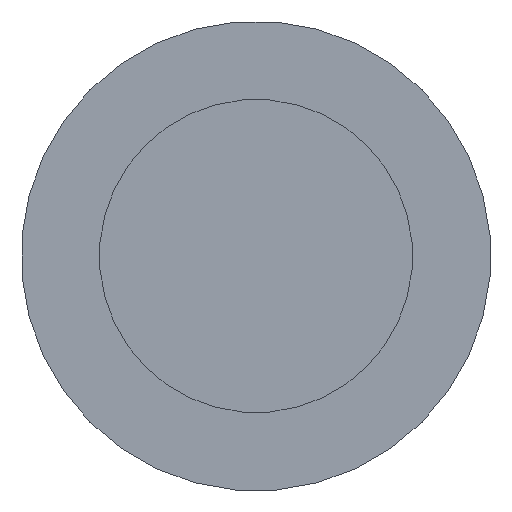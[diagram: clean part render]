
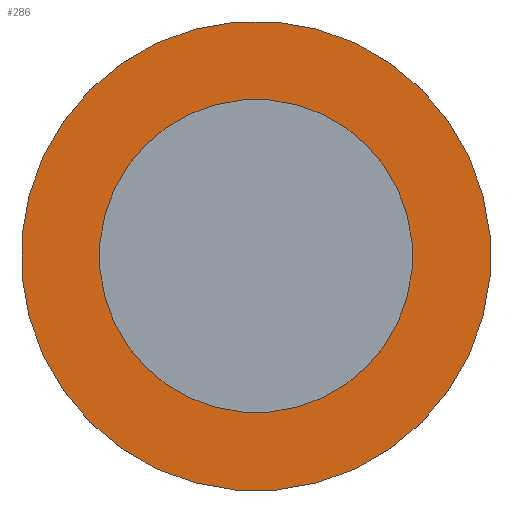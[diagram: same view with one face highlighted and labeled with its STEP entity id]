
A CAD part, front view. The second image highlights one B-rep face of the part: STEP entity #286.
In plain terms, the highlighted planar face has unit normal (0, -1, 0).
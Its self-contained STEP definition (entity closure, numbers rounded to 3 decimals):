
#78=CARTESIAN_POINT('POINT9',(-4.798,4.125,
   5.923));
#79=VERTEX_POINT('VERTEX9',#78);
#86=CARTESIAN_POINT('POINT10',(-4.974,4.125,
   6.099));
#87=VERTEX_POINT('VERTEX10',#86);
#88=CARTESIAN_POINT('POS11',(-4.886,4.125,6.011));
#89=DIRECTION('DIR14',(0.,1.,0.));
#90=DIRECTION('DIR15',(0.707,0.,
   -0.707));
#91=AXIS2_PLACEMENT_3D('AXIS4',#88,#89,#90);
#92=CIRCLE('ELLIPSE2',#91,0.125);
#93=EDGE_CURVE('EDGE10',#87,#79,#92,.T.);
#113=EDGE_CURVE('EDGE12',#79,#87,#92,.T.);
#262=ORIENTED_EDGE('COEDGE41',*,*,#113,.T.);
#263=ORIENTED_EDGE('COEDGE42',*,*,#93,.T.);
#264=EDGE_LOOP('NONE',(#262,#263));
#265=FACE_BOUND('LOOP1',#264,.T.);
#266=CARTESIAN_POINT('POINT17',(-4.754,4.125,
   5.879));
#267=VERTEX_POINT('VERTEX17',#266);
#268=CARTESIAN_POINT('POINT18',(-5.019,4.125,
   6.144));
#269=VERTEX_POINT('VERTEX18',#268);
#270=CARTESIAN_POINT('POS32',(-4.886,4.125,6.011));
#271=DIRECTION('DIR43',(0.,-1.,0.));
#272=DIRECTION('DIR44',(0.707,0.,
   -0.707));
#273=AXIS2_PLACEMENT_3D('AXIS12',#270,#271,#272);
#274=CIRCLE('ELLIPSE3',#273,0.188);
#275=EDGE_CURVE('EDGE25',#267,#269,#274,.T.);
#276=ORIENTED_EDGE('COEDGE43',*,*,#275,.T.);
#277=EDGE_CURVE('EDGE26',#269,#267,#274,.T.);
#278=ORIENTED_EDGE('COEDGE44',*,*,#277,.T.);
#279=EDGE_LOOP('NONE',(#276,#278));
#280=FACE_BOUND('LOOP1',#279,.T.);
#281=CARTESIAN_POINT('POS33',(-4.886,4.125,6.011));
#282=DIRECTION('DIR45',(0.,-1.,0.));
#283=DIRECTION('DIR46',(1.,0.,0.));
#284=AXIS2_PLACEMENT_3D('AXIS13',#281,#282,#283);
#285=PLANE('PLANE9',#284);
#286=ADVANCED_FACE('FACE11',(#265,#280),#285,.T.);
